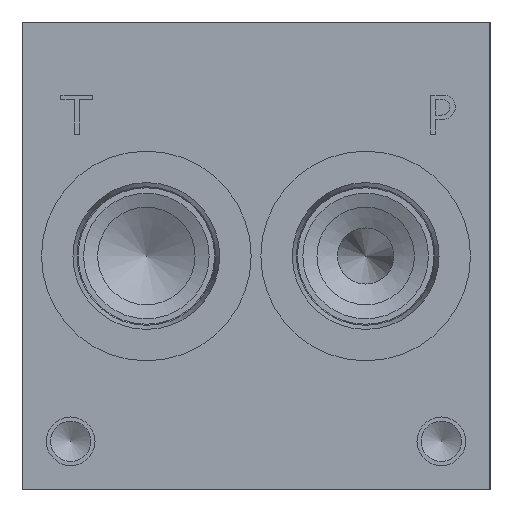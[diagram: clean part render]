
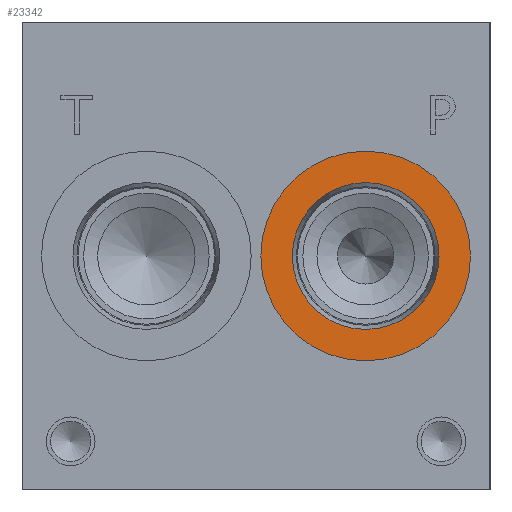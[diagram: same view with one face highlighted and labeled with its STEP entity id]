
A CAD part, left-side view. The second image highlights one B-rep face of the part: STEP entity #23342.
In plain terms, the highlighted planar face has unit normal (-1, 0, 0).
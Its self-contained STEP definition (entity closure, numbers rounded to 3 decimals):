
#1224=CIRCLE('',#25133,17.069);
#1225=CIRCLE('',#25134,17.069);
#1226=CIRCLE('',#25135,11.951);
#1426=FACE_BOUND('',#4935,.T.);
#3524=FACE_OUTER_BOUND('',#4934,.T.);
#4934=EDGE_LOOP('',(#20607,#20608));
#4935=EDGE_LOOP('',(#20609));
#11053=VERTEX_POINT('',#40873);
#11054=VERTEX_POINT('',#40874);
#11055=VERTEX_POINT('',#40877);
#14300=EDGE_CURVE('',#11053,#11054,#1224,.T.);
#14301=EDGE_CURVE('',#11054,#11053,#1225,.T.);
#14302=EDGE_CURVE('',#11055,#11055,#1226,.T.);
#20607=ORIENTED_EDGE('',*,*,#14300,.T.);
#20608=ORIENTED_EDGE('',*,*,#14301,.T.);
#20609=ORIENTED_EDGE('',*,*,#14302,.F.);
#21409=PLANE('',#25132);
#23342=ADVANCED_FACE('',(#3524,#1426),#21409,.T.);
#25132=AXIS2_PLACEMENT_3D('',#40872,#30552,#30553);
#25133=AXIS2_PLACEMENT_3D('',#40875,#30554,#30555);
#25134=AXIS2_PLACEMENT_3D('',#40876,#30556,#30557);
#25135=AXIS2_PLACEMENT_3D('',#40878,#30558,#30559);
#30552=DIRECTION('center_axis',(-1.,0.,0.));
#30553=DIRECTION('ref_axis',(0.,1.,0.));
#30554=DIRECTION('center_axis',(-1.,0.,0.));
#30555=DIRECTION('ref_axis',(0.,1.,0.));
#30556=DIRECTION('center_axis',(-1.,0.,0.));
#30557=DIRECTION('ref_axis',(0.,1.,0.));
#30558=DIRECTION('center_axis',(-1.,0.,0.));
#30559=DIRECTION('ref_axis',(0.,1.,0.));
#40872=CARTESIAN_POINT('Origin',(0.787,20.244,38.1));
#40873=CARTESIAN_POINT('',(0.787,37.313,38.1));
#40874=CARTESIAN_POINT('',(0.787,3.175,38.1));
#40875=CARTESIAN_POINT('Origin',(0.787,20.244,38.1));
#40876=CARTESIAN_POINT('Origin',(0.787,20.244,38.1));
#40877=CARTESIAN_POINT('',(0.787,8.293,38.1));
#40878=CARTESIAN_POINT('Origin',(0.787,20.244,38.1));
